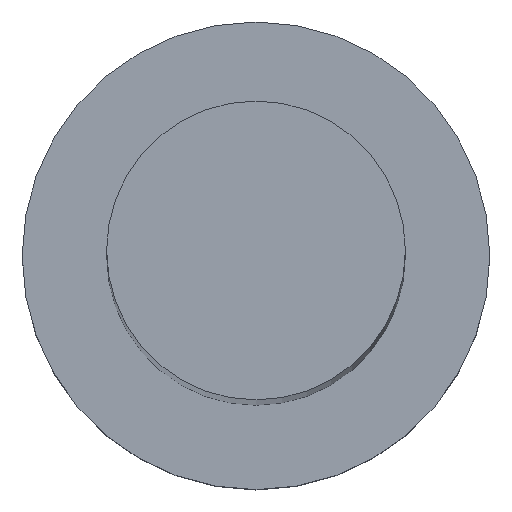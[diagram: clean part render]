
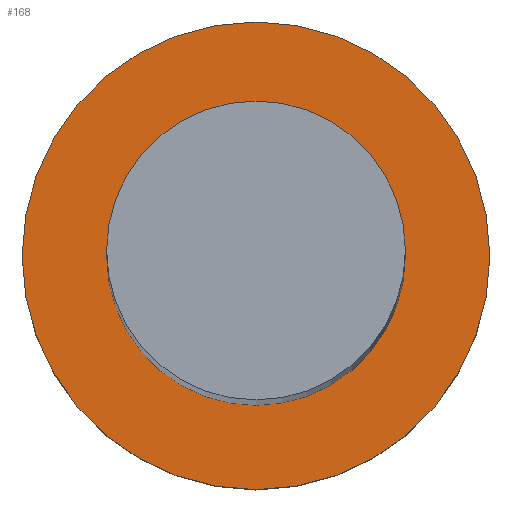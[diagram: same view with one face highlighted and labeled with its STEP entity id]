
A CAD part, top view. The second image highlights one B-rep face of the part: STEP entity #168.
In plain terms, the highlighted planar face has unit normal (0, 0, 1).
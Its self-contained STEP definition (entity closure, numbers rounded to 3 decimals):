
#2 = ORIENTED_EDGE ( 'NONE', *, *, #125, .F. ) ;
#4 = EDGE_CURVE ( 'NONE', #95, #42, #116, .T. ) ;
#6 = ORIENTED_EDGE ( 'NONE', *, *, #227, .F. ) ;
#11 = DIRECTION ( 'NONE',  ( 1., 0., 0. ) ) ;
#20 = CIRCLE ( 'NONE', #180, 5.75 ) ;
#21 = VERTEX_POINT ( 'NONE', #156 ) ;
#28 = AXIS2_PLACEMENT_3D ( 'NONE', #77, #209, #48 ) ;
#31 = AXIS2_PLACEMENT_3D ( 'NONE', #235, #215, #43 ) ;
#37 = PLANE ( 'NONE',  #115 ) ;
#38 = FACE_BOUND ( 'NONE', #166, .T. ) ;
#41 = AXIS2_PLACEMENT_3D ( 'NONE', #101, #244, #76 ) ;
#42 = VERTEX_POINT ( 'NONE', #242 ) ;
#43 = DIRECTION ( 'NONE',  ( 1., 0., 0. ) ) ;
#48 = DIRECTION ( 'NONE',  ( 1., 0., 0. ) ) ;
#67 = ORIENTED_EDGE ( 'NONE', *, *, #94, .T. ) ;
#76 = DIRECTION ( 'NONE',  ( 1., 0., 0. ) ) ;
#77 = CARTESIAN_POINT ( 'NONE',  ( 0., 0., 7. ) ) ;
#93 = VERTEX_POINT ( 'NONE', #169 ) ;
#94 = EDGE_CURVE ( 'NONE', #42, #95, #157, .T. ) ;
#95 = VERTEX_POINT ( 'NONE', #153 ) ;
#101 = CARTESIAN_POINT ( 'NONE',  ( 0., 0., 7. ) ) ;
#115 = AXIS2_PLACEMENT_3D ( 'NONE', #193, #249, #230 ) ;
#116 = CIRCLE ( 'NONE', #31, 9. ) ;
#120 = FACE_OUTER_BOUND ( 'NONE', #150, .T. ) ;
#125 = EDGE_CURVE ( 'NONE', #21, #93, #144, .T. ) ;
#131 = DIRECTION ( 'NONE',  ( 0., 0., 1. ) ) ;
#136 = CARTESIAN_POINT ( 'NONE',  ( 0., 0., 7. ) ) ;
#144 = CIRCLE ( 'NONE', #28, 5.75 ) ;
#150 = EDGE_LOOP ( 'NONE', ( #199, #67 ) ) ;
#153 = CARTESIAN_POINT ( 'NONE',  ( -9., 0., 7. ) ) ;
#156 = CARTESIAN_POINT ( 'NONE',  ( -5.75, 0., 7. ) ) ;
#157 = CIRCLE ( 'NONE', #41, 9. ) ;
#166 = EDGE_LOOP ( 'NONE', ( #2, #6 ) ) ;
#168 = ADVANCED_FACE ( 'NONE', ( #38, #120 ), #37, .T. ) ;
#169 = CARTESIAN_POINT ( 'NONE',  ( 5.75, 0., 7. ) ) ;
#180 = AXIS2_PLACEMENT_3D ( 'NONE', #136, #131, #11 ) ;
#193 = CARTESIAN_POINT ( 'NONE',  ( 0., 0., 7. ) ) ;
#199 = ORIENTED_EDGE ( 'NONE', *, *, #4, .T. ) ;
#209 = DIRECTION ( 'NONE',  ( 0., 0., 1. ) ) ;
#215 = DIRECTION ( 'NONE',  ( 0., 0., 1. ) ) ;
#227 = EDGE_CURVE ( 'NONE', #93, #21, #20, .T. ) ;
#230 = DIRECTION ( 'NONE',  ( 1., 0., 0. ) ) ;
#235 = CARTESIAN_POINT ( 'NONE',  ( 0., 0., 7. ) ) ;
#242 = CARTESIAN_POINT ( 'NONE',  ( 9., 0., 7. ) ) ;
#244 = DIRECTION ( 'NONE',  ( 0., 0., 1. ) ) ;
#249 = DIRECTION ( 'NONE',  ( 0., 0., 1. ) ) ;
